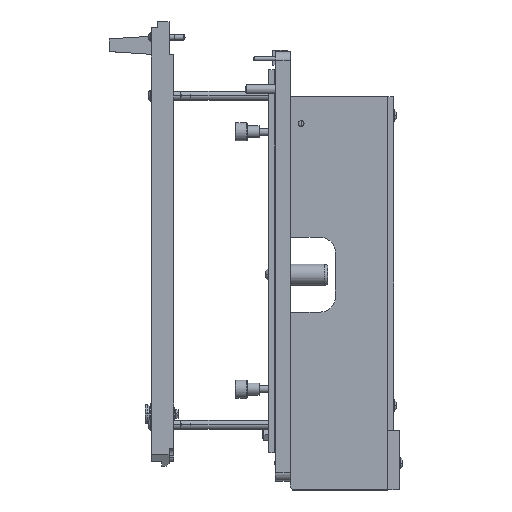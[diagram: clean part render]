
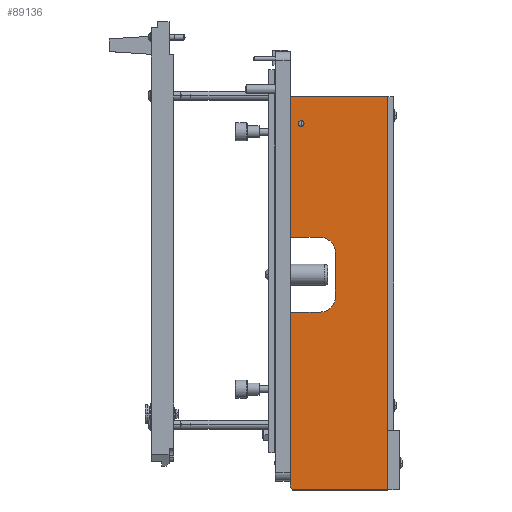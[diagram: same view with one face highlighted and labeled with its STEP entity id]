
A CAD part, left-side view. The second image highlights one B-rep face of the part: STEP entity #89136.
In plain terms, the highlighted face is planar.
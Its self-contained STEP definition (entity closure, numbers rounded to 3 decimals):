
#769 = DIRECTION ( 'NONE',  ( 0., -1., 0. ) ) ;
#965 = DIRECTION ( 'NONE',  ( 1., 0., 0. ) ) ;
#1939 = EDGE_CURVE ( 'NONE', #46808, #52353, #19493, .T. ) ;
#3055 = VERTEX_POINT ( 'NONE', #78962 ) ;
#5028 = CARTESIAN_POINT ( 'NONE',  ( 5., 57.9, -113.5 ) ) ;
#6102 = EDGE_LOOP ( 'NONE', ( #58338, #67753, #21018, #84672, #73016, #13798, #35185, #46010, #27605, #88219, #81607 ) ) ;
#6461 = CARTESIAN_POINT ( 'NONE',  ( 5., 65., 131.5 ) ) ;
#7925 = CIRCLE ( 'NONE', #15074, 10. ) ;
#8698 = VECTOR ( 'NONE', #46941, 1000. ) ;
#10573 = VECTOR ( 'NONE', #48096, 1000. ) ;
#10714 = DIRECTION ( 'NONE',  ( 1., 0., 0. ) ) ;
#11661 = CARTESIAN_POINT ( 'NONE',  ( 5., 65., 131.5 ) ) ;
#12279 = LINE ( 'NONE', #11661, #62947 ) ;
#12725 = CARTESIAN_POINT ( 'NONE',  ( 5., 63.845, 131.5 ) ) ;
#13685 = DIRECTION ( 'NONE',  ( 0., 0., -1. ) ) ;
#13798 = ORIENTED_EDGE ( 'NONE', *, *, #73984, .F. ) ;
#14885 = CARTESIAN_POINT ( 'NONE',  ( 5., 35., 2.5 ) ) ;
#15074 = AXIS2_PLACEMENT_3D ( 'NONE', #35355, #965, #13685 ) ;
#15423 = VERTEX_POINT ( 'NONE', #23108 ) ;
#17329 = EDGE_CURVE ( 'NONE', #50471, #77949, #33060, .T. ) ;
#17559 = CARTESIAN_POINT ( 'NONE',  ( 5., 57.9, -113.5 ) ) ;
#19493 = LINE ( 'NONE', #32755, #8698 ) ;
#20029 = DIRECTION ( 'NONE',  ( 0., 0., 1. ) ) ;
#20985 = EDGE_CURVE ( 'NONE', #58511, #40964, #80921, .T. ) ;
#21018 = ORIENTED_EDGE ( 'NONE', *, *, #20985, .T. ) ;
#21161 = CIRCLE ( 'NONE', #70665, 2. ) ;
#23108 = CARTESIAN_POINT ( 'NONE',  ( 5., 65., -131.5 ) ) ;
#23620 = LINE ( 'NONE', #89356, #55965 ) ;
#25055 = EDGE_CURVE ( 'NONE', #52353, #42707, #7925, .T. ) ;
#25340 = CARTESIAN_POINT ( 'NONE',  ( 5., 45., 12.5 ) ) ;
#25531 = DIRECTION ( 'NONE',  ( 0., 0., -1. ) ) ;
#27605 = ORIENTED_EDGE ( 'NONE', *, *, #41837, .F. ) ;
#30928 = DIRECTION ( 'NONE',  ( 0., 0., -1. ) ) ;
#32755 = CARTESIAN_POINT ( 'NONE',  ( 5., 65., 12.5 ) ) ;
#33060 = CIRCLE ( 'NONE', #87073, 2. ) ;
#33612 = PLANE ( 'NONE',  #64888 ) ;
#33709 = CARTESIAN_POINT ( 'NONE',  ( 5., 35., 2.5 ) ) ;
#34161 = EDGE_CURVE ( 'NONE', #3055, #46808, #50543, .T. ) ;
#34166 = LINE ( 'NONE', #14885, #47151 ) ;
#35185 = ORIENTED_EDGE ( 'NONE', *, *, #82401, .F. ) ;
#35355 = CARTESIAN_POINT ( 'NONE',  ( 5., 45., 2.5 ) ) ;
#36486 = LINE ( 'NONE', #47491, #10573 ) ;
#37290 = VERTEX_POINT ( 'NONE', #43699 ) ;
#38203 = ORIENTED_EDGE ( 'NONE', *, *, #80315, .T. ) ;
#38948 = DIRECTION ( 'NONE',  ( 0., 0., 1. ) ) ;
#40964 = VERTEX_POINT ( 'NONE', #53630 ) ;
#41837 = EDGE_CURVE ( 'NONE', #42707, #42118, #34166, .T. ) ;
#42118 = VERTEX_POINT ( 'NONE', #65795 ) ;
#42707 = VERTEX_POINT ( 'NONE', #33709 ) ;
#43699 = CARTESIAN_POINT ( 'NONE',  ( 5., 65., -37.5 ) ) ;
#44545 = CARTESIAN_POINT ( 'NONE',  ( 5., 45., -37.5 ) ) ;
#44796 = LINE ( 'NONE', #55360, #45830 ) ;
#45558 = DIRECTION ( 'NONE',  ( 0., 0., -1. ) ) ;
#45830 = VECTOR ( 'NONE', #769, 1000. ) ;
#46010 = ORIENTED_EDGE ( 'NONE', *, *, #59423, .F. ) ;
#46202 = DIRECTION ( 'NONE',  ( -1., 0., 0. ) ) ;
#46808 = VERTEX_POINT ( 'NONE', #80383 ) ;
#46941 = DIRECTION ( 'NONE',  ( 0., -1., 0. ) ) ;
#47151 = VECTOR ( 'NONE', #83900, 1000. ) ;
#47491 = CARTESIAN_POINT ( 'NONE',  ( 5., 0., 131.5 ) ) ;
#47758 = DIRECTION ( 'NONE',  ( 0., -1., 0. ) ) ;
#48096 = DIRECTION ( 'NONE',  ( 0., 0., -1. ) ) ;
#50471 = VERTEX_POINT ( 'NONE', #54488 ) ;
#50543 = LINE ( 'NONE', #73040, #89436 ) ;
#52353 = VERTEX_POINT ( 'NONE', #25340 ) ;
#53630 = CARTESIAN_POINT ( 'NONE',  ( 5., 0., 131.5 ) ) ;
#54488 = CARTESIAN_POINT ( 'NONE',  ( 5., 57.9, -111.5 ) ) ;
#55025 = VECTOR ( 'NONE', #47758, 1000. ) ;
#55267 = EDGE_CURVE ( 'NONE', #15423, #81889, #44796, .T. ) ;
#55360 = CARTESIAN_POINT ( 'NONE',  ( 5., 65., -131.5 ) ) ;
#55965 = VECTOR ( 'NONE', #62794, 1000. ) ;
#58338 = ORIENTED_EDGE ( 'NONE', *, *, #34161, .F. ) ;
#58511 = VERTEX_POINT ( 'NONE', #12725 ) ;
#59423 = EDGE_CURVE ( 'NONE', #42118, #76556, #77504, .T. ) ;
#62794 = DIRECTION ( 'NONE',  ( 0., 1., 0. ) ) ;
#62947 = VECTOR ( 'NONE', #25531, 1000. ) ;
#64150 = EDGE_CURVE ( 'NONE', #40964, #81889, #36486, .T. ) ;
#64888 = AXIS2_PLACEMENT_3D ( 'NONE', #6461, #67423, #20029 ) ;
#65795 = CARTESIAN_POINT ( 'NONE',  ( 5., 35., -27.5 ) ) ;
#66201 = CARTESIAN_POINT ( 'NONE',  ( 5., 45., -27.5 ) ) ;
#67423 = DIRECTION ( 'NONE',  ( -1., 0., 0. ) ) ;
#67426 = FACE_OUTER_BOUND ( 'NONE', #6102, .T. ) ;
#67604 = DIRECTION ( 'NONE',  ( 0., -0.5, 0.866 ) ) ;
#67753 = ORIENTED_EDGE ( 'NONE', *, *, #68133, .T. ) ;
#68133 = EDGE_CURVE ( 'NONE', #3055, #58511, #87242, .T. ) ;
#70665 = AXIS2_PLACEMENT_3D ( 'NONE', #17559, #46202, #38948 ) ;
#73016 = ORIENTED_EDGE ( 'NONE', *, *, #55267, .F. ) ;
#73040 = CARTESIAN_POINT ( 'NONE',  ( 5., 65., 131.5 ) ) ;
#73787 = CARTESIAN_POINT ( 'NONE',  ( 5., 57.9, -115.5 ) ) ;
#73984 = EDGE_CURVE ( 'NONE', #37290, #15423, #12279, .T. ) ;
#75016 = CARTESIAN_POINT ( 'NONE',  ( 5., 0., -131.5 ) ) ;
#76556 = VERTEX_POINT ( 'NONE', #44545 ) ;
#77368 = AXIS2_PLACEMENT_3D ( 'NONE', #66201, #10714, #30928 ) ;
#77504 = CIRCLE ( 'NONE', #77368, 10. ) ;
#77889 = ORIENTED_EDGE ( 'NONE', *, *, #17329, .T. ) ;
#77949 = VERTEX_POINT ( 'NONE', #73787 ) ;
#78962 = CARTESIAN_POINT ( 'NONE',  ( 5., 65., 129.5 ) ) ;
#79073 = CARTESIAN_POINT ( 'NONE',  ( 5., 65., 129.5 ) ) ;
#79303 = FACE_BOUND ( 'NONE', #86554, .T. ) ;
#80315 = EDGE_CURVE ( 'NONE', #77949, #50471, #21161, .T. ) ;
#80383 = CARTESIAN_POINT ( 'NONE',  ( 5., 65., 12.5 ) ) ;
#80921 = LINE ( 'NONE', #89064, #55025 ) ;
#81348 = DIRECTION ( 'NONE',  ( -1., 0., 0. ) ) ;
#81607 = ORIENTED_EDGE ( 'NONE', *, *, #1939, .F. ) ;
#81889 = VERTEX_POINT ( 'NONE', #75016 ) ;
#81928 = DIRECTION ( 'NONE',  ( 0., 0., 1. ) ) ;
#82401 = EDGE_CURVE ( 'NONE', #76556, #37290, #23620, .T. ) ;
#83900 = DIRECTION ( 'NONE',  ( 0., 0., -1. ) ) ;
#84672 = ORIENTED_EDGE ( 'NONE', *, *, #64150, .T. ) ;
#85042 = VECTOR ( 'NONE', #67604, 1000. ) ;
#86554 = EDGE_LOOP ( 'NONE', ( #77889, #38203 ) ) ;
#87073 = AXIS2_PLACEMENT_3D ( 'NONE', #5028, #81348, #81928 ) ;
#87242 = LINE ( 'NONE', #79073, #85042 ) ;
#88219 = ORIENTED_EDGE ( 'NONE', *, *, #25055, .F. ) ;
#89064 = CARTESIAN_POINT ( 'NONE',  ( 5., 65., 131.5 ) ) ;
#89136 = ADVANCED_FACE ( 'NONE', ( #79303, #67426 ), #33612, .F. ) ;
#89356 = CARTESIAN_POINT ( 'NONE',  ( 5., 65., -37.5 ) ) ;
#89436 = VECTOR ( 'NONE', #45558, 1000. ) ;
